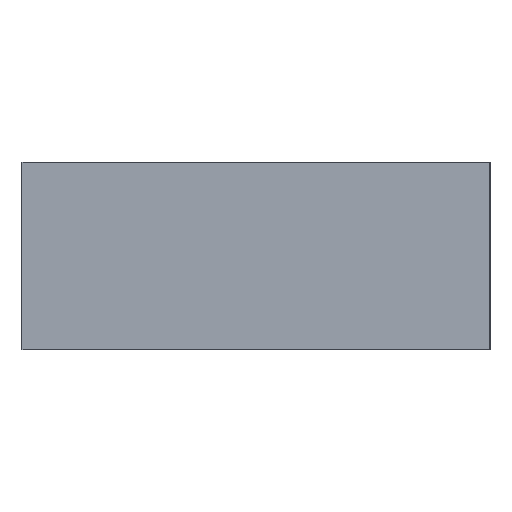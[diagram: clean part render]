
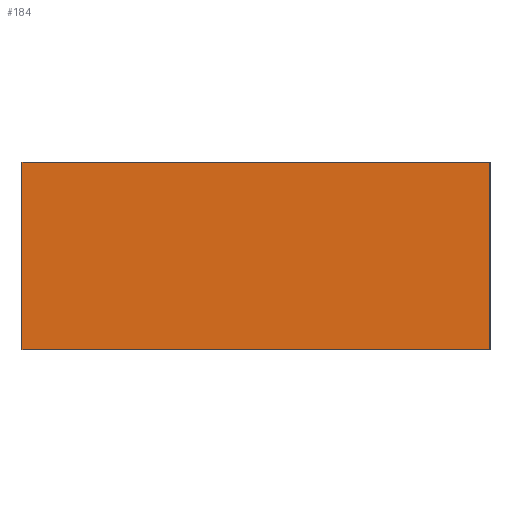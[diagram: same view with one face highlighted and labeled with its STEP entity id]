
A CAD part, front view. The second image highlights one B-rep face of the part: STEP entity #184.
In plain terms, the highlighted planar face has unit normal (0, -1, 0).
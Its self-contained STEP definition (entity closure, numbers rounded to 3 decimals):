
#4 = VECTOR ( 'NONE', #207, 1000. ) ;
#23 = DIRECTION ( 'NONE',  ( 0., 0., -1. ) ) ;
#29 = CARTESIAN_POINT ( 'NONE',  ( 0., -25.2, 4. ) ) ;
#34 = CARTESIAN_POINT ( 'NONE',  ( 0., -25.2, 4. ) ) ;
#60 = CARTESIAN_POINT ( 'NONE',  ( -10., -25.2, 4. ) ) ;
#99 = DIRECTION ( 'NONE',  ( -1., 0., 0. ) ) ;
#148 = EDGE_CURVE ( 'NONE', #556, #356, #503, .T. ) ;
#175 = PLANE ( 'NONE',  #239 ) ;
#177 = VECTOR ( 'NONE', #99, 1000. ) ;
#184 = ADVANCED_FACE ( 'NONE', ( #414 ), #175, .T. ) ;
#207 = DIRECTION ( 'NONE',  ( 0., 0., -1. ) ) ;
#239 = AXIS2_PLACEMENT_3D ( 'NONE', #274, #567, #23 ) ;
#259 = EDGE_CURVE ( 'NONE', #377, #460, #428, .T. ) ;
#274 = CARTESIAN_POINT ( 'NONE',  ( 0., -25.2, 4. ) ) ;
#338 = DIRECTION ( 'NONE',  ( 0., 0., -1. ) ) ;
#339 = ORIENTED_EDGE ( 'NONE', *, *, #148, .F. ) ;
#341 = VECTOR ( 'NONE', #384, 1000. ) ;
#353 = EDGE_CURVE ( 'NONE', #460, #356, #569, .T. ) ;
#356 = VERTEX_POINT ( 'NONE', #522 ) ;
#377 = VERTEX_POINT ( 'NONE', #34 ) ;
#384 = DIRECTION ( 'NONE',  ( -1., 0., 0. ) ) ;
#389 = CARTESIAN_POINT ( 'NONE',  ( 0., -25.2, 4. ) ) ;
#414 = FACE_OUTER_BOUND ( 'NONE', #561, .T. ) ;
#428 = LINE ( 'NONE', #389, #177 ) ;
#432 = CARTESIAN_POINT ( 'NONE',  ( 0., -25.2, 0. ) ) ;
#442 = LINE ( 'NONE', #29, #4 ) ;
#460 = VERTEX_POINT ( 'NONE', #528 ) ;
#499 = EDGE_CURVE ( 'NONE', #377, #556, #442, .T. ) ;
#503 = LINE ( 'NONE', #432, #341 ) ;
#512 = VECTOR ( 'NONE', #338, 1000. ) ;
#516 = ORIENTED_EDGE ( 'NONE', *, *, #259, .T. ) ;
#522 = CARTESIAN_POINT ( 'NONE',  ( -10., -25.2, 0. ) ) ;
#528 = CARTESIAN_POINT ( 'NONE',  ( -10., -25.2, 4. ) ) ;
#545 = ORIENTED_EDGE ( 'NONE', *, *, #499, .F. ) ;
#556 = VERTEX_POINT ( 'NONE', #595 ) ;
#561 = EDGE_LOOP ( 'NONE', ( #339, #545, #516, #588 ) ) ;
#567 = DIRECTION ( 'NONE',  ( 0., -1., 0. ) ) ;
#569 = LINE ( 'NONE', #60, #512 ) ;
#588 = ORIENTED_EDGE ( 'NONE', *, *, #353, .T. ) ;
#595 = CARTESIAN_POINT ( 'NONE',  ( 0., -25.2, 0. ) ) ;
